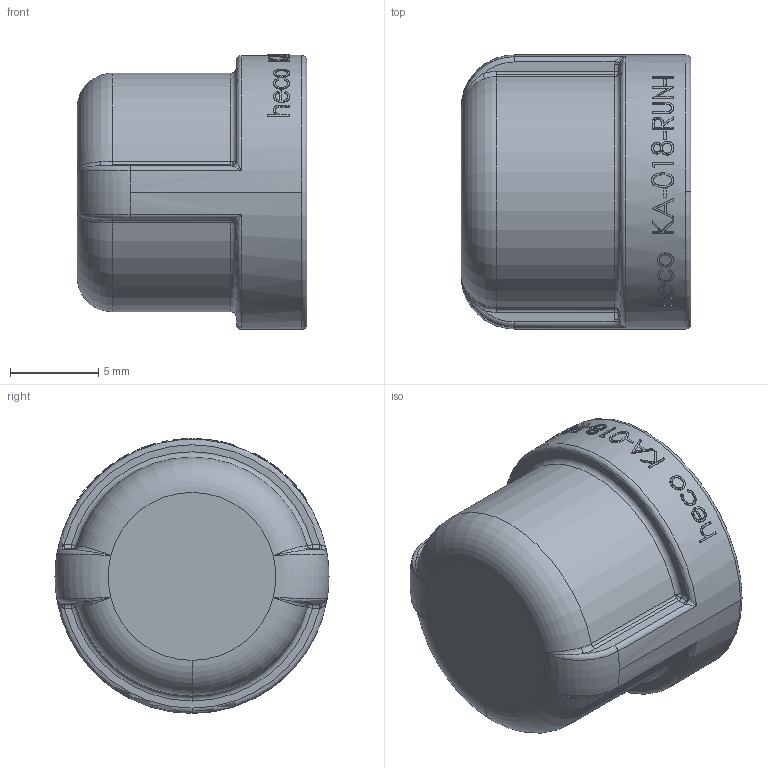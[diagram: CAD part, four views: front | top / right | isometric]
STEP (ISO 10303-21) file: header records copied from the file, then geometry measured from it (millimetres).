
FILE_DESCRIPTION (( 'STEP AP214' ), '1' );
FILE_NAME ('heco_KA-018-RUN-I.STEP', '2016-09-13T11:47:14', ( '' ), ( '' ), 'SwSTEP 2.0', 'SolidWorks 2016', '' );
FILE_SCHEMA (( 'AUTOMOTIVE_DESIGN' ));
Length unit declared in the file: millimetre
Products named in the file (1): heco_KA-018-RUN-I
Bounding box: 13 x 15.5 x 15.55 mm (x, y, z)
Volume: 1300.9 mm3; surface area: 1269.1 mm2
Topology: 1 solids, 1 shells, 265 faces, 678 edges, 432 vertices
Faces by surface type: bspline 112, plane 75, cylinder 51, torus 15, sphere 8, cone 4
Entity records: 16285 total; most frequent: CARTESIAN_POINT 8887, ORIENTED_EDGE 1340, DIRECTION 775, EDGE_CURVE 670, VERTEX_POINT 432, B_SPLINE_CURVE_WITH_KNOTS 364, AXIS2_PLACEMENT_3D 315, EDGE_LOOP 290
